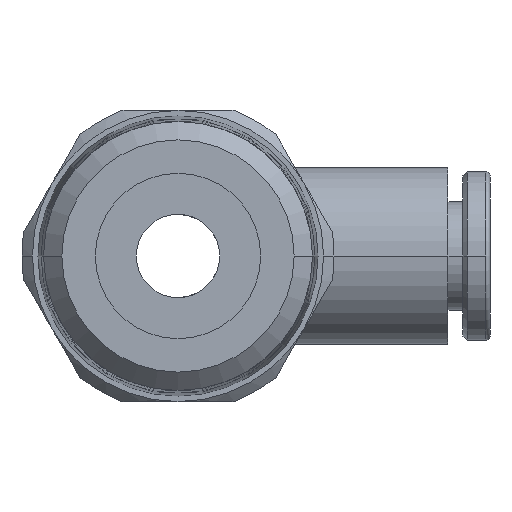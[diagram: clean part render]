
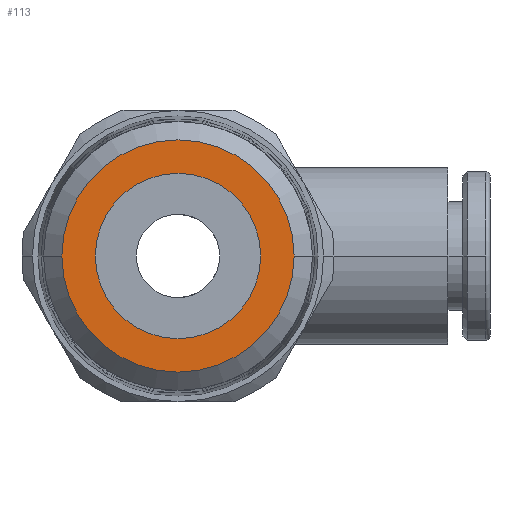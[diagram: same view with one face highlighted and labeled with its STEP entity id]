
A CAD part, front view. The second image highlights one B-rep face of the part: STEP entity #113.
In plain terms, the highlighted planar face has unit normal (0, -1, 0).
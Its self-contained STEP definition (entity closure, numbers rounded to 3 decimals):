
#113=ADVANCED_FACE('',(#304,#305),#306,.T.);
#304=FACE_BOUND('',#553,.T.);
#305=FACE_OUTER_BOUND('',#554,.T.);
#306=PLANE('',#555);
#553=EDGE_LOOP('',(#1205,#1206));
#554=EDGE_LOOP('',(#1207,#1208));
#555=AXIS2_PLACEMENT_3D('',#1209,#1210,#1211);
#1205=ORIENTED_EDGE('',*,*,#1716,.T.);
#1206=ORIENTED_EDGE('',*,*,#1813,.T.);
#1207=ORIENTED_EDGE('',*,*,#1709,.F.);
#1208=ORIENTED_EDGE('',*,*,#1819,.F.);
#1209=CARTESIAN_POINT('',(2.791,-19.0,0.0));
#1210=DIRECTION('',(-0.0,-1.0,-0.0));
#1211=DIRECTION('',(-1.0,0.0,0.0));
#1709=EDGE_CURVE('',#2093,#2096,#2097,.T.);
#1716=EDGE_CURVE('',#2109,#2106,#2110,.T.);
#1813=EDGE_CURVE('',#2106,#2109,#2267,.T.);
#1819=EDGE_CURVE('',#2096,#2093,#2275,.T.);
#2093=VERTEX_POINT('',#2691);
#2096=VERTEX_POINT('',#2695);
#2097=CIRCLE('',#2696,5.582);
#2106=VERTEX_POINT('',#2708);
#2109=VERTEX_POINT('',#2712);
#2110=CIRCLE('',#2713,3.973);
#2267=CIRCLE('',#2996,3.973);
#2275=CIRCLE('',#3004,5.582);
#2691=CARTESIAN_POINT('',(5.582,-19.0,0.0));
#2695=CARTESIAN_POINT('',(-5.582,-19.0,0.));
#2696=AXIS2_PLACEMENT_3D('',#3573,#3574,#3575);
#2708=CARTESIAN_POINT('',(3.973,-19.0,0.));
#2712=CARTESIAN_POINT('',(-3.973,-19.0,0.));
#2713=AXIS2_PLACEMENT_3D('',#3586,#3587,#3588);
#2996=AXIS2_PLACEMENT_3D('',#3749,#3750,#3751);
#3004=AXIS2_PLACEMENT_3D('',#3767,#3768,#3769);
#3573=CARTESIAN_POINT('',(0.0,-19.0,0.0));
#3574=DIRECTION('',(-0.0,1.0,0.0));
#3575=DIRECTION('',(1.0,0.0,0.0));
#3586=CARTESIAN_POINT('',(0.0,-19.0,0.0));
#3587=DIRECTION('',(-0.0,1.0,0.0));
#3588=DIRECTION('',(1.0,0.0,0.0));
#3749=CARTESIAN_POINT('',(0.0,-19.0,0.0));
#3750=DIRECTION('',(-0.0,1.0,0.0));
#3751=DIRECTION('',(1.0,0.0,0.0));
#3767=CARTESIAN_POINT('',(0.0,-19.0,0.0));
#3768=DIRECTION('',(-0.0,1.0,0.0));
#3769=DIRECTION('',(1.0,0.0,0.0));
